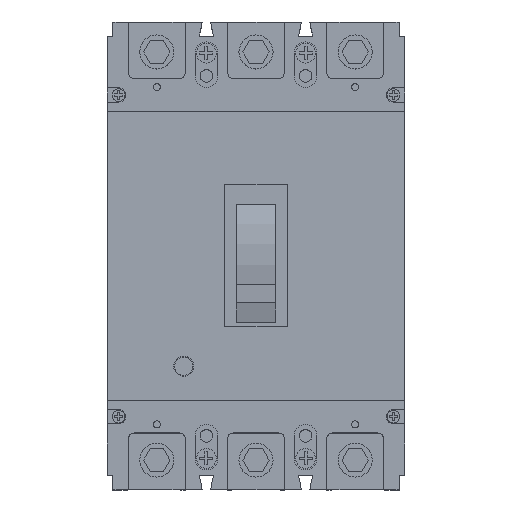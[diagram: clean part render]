
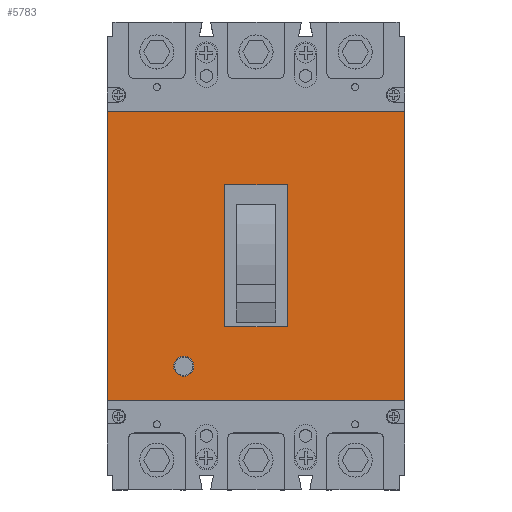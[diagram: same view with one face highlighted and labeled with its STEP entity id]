
A CAD part, top view. The second image highlights one B-rep face of the part: STEP entity #5783.
In plain terms, the highlighted planar face has unit normal (0, 0, 1).
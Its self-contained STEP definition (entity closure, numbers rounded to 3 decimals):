
#1797 = EDGE_LOOP ( 'NONE', ( #7632, #7466 ) ) ;
#1999 = EDGE_LOOP ( 'NONE', ( #7454, #7493, #7428, #8272 ) ) ;
#2604 = LINE ( 'NONE', #11505, #10703 ) ;
#5332 = EDGE_CURVE ( 'NONE', #9741, #9740, #2604, .T. ) ;
#5336 = EDGE_CURVE ( 'NONE', #9737, #9739, #10744, .T. ) ;
#5337 = EDGE_CURVE ( 'NONE', #9740, #9743, #10758, .T. ) ;
#5338 = EDGE_CURVE ( 'NONE', #9894, #9895, #10768, .T. ) ;
#5339 = EDGE_CURVE ( 'NONE', #9743, #9742, #10702, .T. ) ;
#5340 = EDGE_CURVE ( 'NONE', #9739, #9738, #10696, .T. ) ;
#5341 = EDGE_CURVE ( 'NONE', #9738, #9736, #10697, .T. ) ;
#5342 = EDGE_CURVE ( 'NONE', #9736, #9737, #10745, .T. ) ;
#5783 = ADVANCED_FACE ( 'NONE', ( #12614, #12618, #12620 ), #14032, .F. ) ;
#7350 = ORIENTED_EDGE ( 'NONE', *, *, #8703, .T. ) ;
#7428 = ORIENTED_EDGE ( 'NONE', *, *, #5342, .F. ) ;
#7454 = ORIENTED_EDGE ( 'NONE', *, *, #5340, .F. ) ;
#7466 = ORIENTED_EDGE ( 'NONE', *, *, #8535, .F. ) ;
#7493 = ORIENTED_EDGE ( 'NONE', *, *, #5336, .F. ) ;
#7632 = ORIENTED_EDGE ( 'NONE', *, *, #5338, .F. ) ;
#7660 = ORIENTED_EDGE ( 'NONE', *, *, #5332, .T. ) ;
#7743 = ORIENTED_EDGE ( 'NONE', *, *, #5337, .T. ) ;
#8011 = EDGE_LOOP ( 'NONE', ( #8173, #7350, #7660, #7743 ) ) ;
#8173 = ORIENTED_EDGE ( 'NONE', *, *, #5339, .T. ) ;
#8272 = ORIENTED_EDGE ( 'NONE', *, *, #5341, .F. ) ;
#8535 = EDGE_CURVE ( 'NONE', #9895, #9894, #13106, .T. ) ;
#8703 = EDGE_CURVE ( 'NONE', #9742, #9741, #16329, .T. ) ;
#9736 = VERTEX_POINT ( 'NONE', #17753 ) ;
#9737 = VERTEX_POINT ( 'NONE', #17754 ) ;
#9738 = VERTEX_POINT ( 'NONE', #17755 ) ;
#9739 = VERTEX_POINT ( 'NONE', #17756 ) ;
#9740 = VERTEX_POINT ( 'NONE', #17757 ) ;
#9741 = VERTEX_POINT ( 'NONE', #17758 ) ;
#9742 = VERTEX_POINT ( 'NONE', #17759 ) ;
#9743 = VERTEX_POINT ( 'NONE', #17760 ) ;
#9894 = VERTEX_POINT ( 'NONE', #17911 ) ;
#9895 = VERTEX_POINT ( 'NONE', #17912 ) ;
#10236 = AXIS2_PLACEMENT_3D ( 'NONE', #11524, #11526, #11527 ) ;
#10683 = AXIS2_PLACEMENT_3D ( 'NONE', #14027, #14033, #14034 ) ;
#10696 = LINE ( 'NONE', #11530, #10735 ) ;
#10697 = LINE ( 'NONE', #11528, #10741 ) ;
#10702 = LINE ( 'NONE', #11522, #10707 ) ;
#10703 = VECTOR ( 'NONE', #11513, 1000. ) ;
#10707 = VECTOR ( 'NONE', #11529, 1000. ) ;
#10722 = VECTOR ( 'NONE', #11525, 1000. ) ;
#10725 = VECTOR ( 'NONE', #11535, 1000. ) ;
#10730 = VECTOR ( 'NONE', #11523, 1000. ) ;
#10735 = VECTOR ( 'NONE', #11531, 1000. ) ;
#10741 = VECTOR ( 'NONE', #11533, 1000. ) ;
#10744 = LINE ( 'NONE', #11519, #10730 ) ;
#10745 = LINE ( 'NONE', #11532, #10725 ) ;
#10758 = LINE ( 'NONE', #11521, #10722 ) ;
#10768 = CIRCLE ( 'NONE', #10236, 3.5 ) ;
#11505 = CARTESIAN_POINT ( 'NONE',  ( 105., 0., 84. ) ) ;
#11513 = DIRECTION ( 'NONE',  ( 0., 1., 0. ) ) ;
#11519 = CARTESIAN_POINT ( 'NONE',  ( 41.5, 107.5, 84. ) ) ;
#11521 = CARTESIAN_POINT ( 'NONE',  ( 0., 133.5, 84. ) ) ;
#11522 = CARTESIAN_POINT ( 'NONE',  ( 0., 0., 84. ) ) ;
#11523 = DIRECTION ( 'NONE',  ( -1., 0., 0. ) ) ;
#11524 = CARTESIAN_POINT ( 'NONE',  ( 27., 43.5, 84. ) ) ;
#11525 = DIRECTION ( 'NONE',  ( -1., 0., 0. ) ) ;
#11526 = DIRECTION ( 'NONE',  ( 0., 0., 1. ) ) ;
#11527 = DIRECTION ( 'NONE',  ( 1., 0., 0. ) ) ;
#11528 = CARTESIAN_POINT ( 'NONE',  ( 41.5, 57.5, 84. ) ) ;
#11529 = DIRECTION ( 'NONE',  ( 0., -1., 0. ) ) ;
#11530 = CARTESIAN_POINT ( 'NONE',  ( 41.5, 107.5, 84. ) ) ;
#11531 = DIRECTION ( 'NONE',  ( 0., -1., 0. ) ) ;
#11532 = CARTESIAN_POINT ( 'NONE',  ( 63.5, 107.5, 84. ) ) ;
#11533 = DIRECTION ( 'NONE',  ( 1., 0., 0. ) ) ;
#11535 = DIRECTION ( 'NONE',  ( 0., 1., 0. ) ) ;
#12614 = FACE_BOUND ( 'NONE', #1797, .T. ) ;
#12618 = FACE_OUTER_BOUND ( 'NONE', #8011, .T. ) ;
#12620 = FACE_BOUND ( 'NONE', #1999, .T. ) ;
#13106 = CIRCLE ( 'NONE', #14836, 3.5 ) ;
#14027 = CARTESIAN_POINT ( 'NONE',  ( 0., 165., 84. ) ) ;
#14032 = PLANE ( 'NONE',  #10683 ) ;
#14033 = DIRECTION ( 'NONE',  ( 0., 0., -1. ) ) ;
#14034 = DIRECTION ( 'NONE',  ( -1., 0., 0. ) ) ;
#14836 = AXIS2_PLACEMENT_3D ( 'NONE', #15659, #15662, #15663 ) ;
#15659 = CARTESIAN_POINT ( 'NONE',  ( 27., 43.5, 84. ) ) ;
#15662 = DIRECTION ( 'NONE',  ( 0., 0., 1. ) ) ;
#15663 = DIRECTION ( 'NONE',  ( 1., 0., 0. ) ) ;
#16028 = CARTESIAN_POINT ( 'NONE',  ( 0., 31.5, 84. ) ) ;
#16029 = DIRECTION ( 'NONE',  ( 1., 0., 0. ) ) ;
#16329 = LINE ( 'NONE', #16028, #16330 ) ;
#16330 = VECTOR ( 'NONE', #16029, 1000. ) ;
#17753 = CARTESIAN_POINT ( 'NONE',  ( 63.5, 57.5, 84. ) ) ;
#17754 = CARTESIAN_POINT ( 'NONE',  ( 63.5, 107.5, 84. ) ) ;
#17755 = CARTESIAN_POINT ( 'NONE',  ( 41.5, 57.5, 84. ) ) ;
#17756 = CARTESIAN_POINT ( 'NONE',  ( 41.5, 107.5, 84. ) ) ;
#17757 = CARTESIAN_POINT ( 'NONE',  ( 105., 133.5, 84. ) ) ;
#17758 = CARTESIAN_POINT ( 'NONE',  ( 105., 31.5, 84. ) ) ;
#17759 = CARTESIAN_POINT ( 'NONE',  ( 0., 31.5, 84. ) ) ;
#17760 = CARTESIAN_POINT ( 'NONE',  ( 0., 133.5, 84. ) ) ;
#17911 = CARTESIAN_POINT ( 'NONE',  ( 30.5, 43.5, 84. ) ) ;
#17912 = CARTESIAN_POINT ( 'NONE',  ( 23.5, 43.5, 84. ) ) ;
